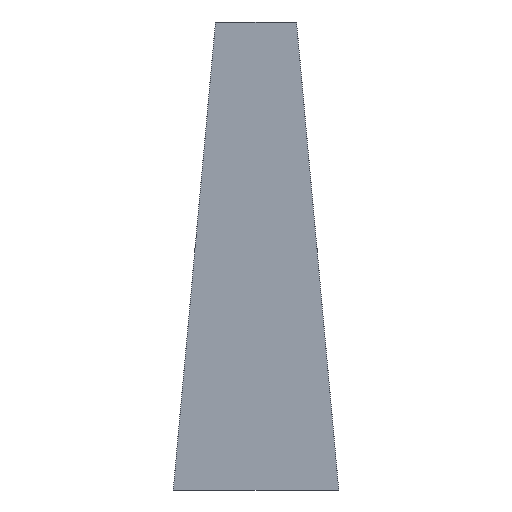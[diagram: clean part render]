
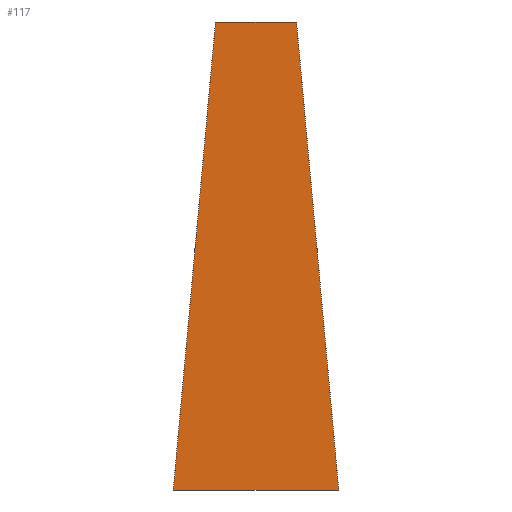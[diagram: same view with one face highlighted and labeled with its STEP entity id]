
A CAD part, front view. The second image highlights one B-rep face of the part: STEP entity #117.
In plain terms, the highlighted planar face has unit normal (0, -1, 0).
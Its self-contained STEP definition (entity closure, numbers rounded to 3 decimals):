
#2=DIRECTION('',(1.,0.,0.));
#3=VECTOR('',#2,22.5);
#4=CARTESIAN_POINT('',(0.,0.,260.));
#5=LINE('',#4,#3);
#6=DIRECTION('',(0.09,0.,-0.996));
#7=VECTOR('',#6,261.06);
#8=CARTESIAN_POINT('',(22.5,0.,260.));
#9=LINE('',#8,#7);
#10=DIRECTION('',(-1.,0.,0.));
#11=VECTOR('',#10,46.);
#12=CARTESIAN_POINT('',(46.,0.,0.));
#13=LINE('',#12,#11);
#14=DIRECTION('',(-1.,0.,0.));
#15=VECTOR('',#14,46.);
#16=CARTESIAN_POINT('',(0.,0.,0.));
#17=LINE('',#16,#15);
#18=DIRECTION('',(0.09,0.,0.996));
#19=VECTOR('',#18,261.06);
#20=CARTESIAN_POINT('',(-46.,0.,0.));
#21=LINE('',#20,#19);
#22=DIRECTION('',(1.,0.,0.));
#23=VECTOR('',#22,22.5);
#24=CARTESIAN_POINT('',(-22.5,0.,260.));
#25=LINE('',#24,#23);
#74=CARTESIAN_POINT('',(0.,0.,260.));
#75=CARTESIAN_POINT('',(22.5,0.,260.));
#76=VERTEX_POINT('',#74);
#77=VERTEX_POINT('',#75);
#78=CARTESIAN_POINT('',(46.,0.,0.));
#79=VERTEX_POINT('',#78);
#80=CARTESIAN_POINT('',(0.,0.,0.));
#81=VERTEX_POINT('',#80);
#82=CARTESIAN_POINT('',(-46.,0.,0.));
#83=VERTEX_POINT('',#82);
#84=CARTESIAN_POINT('',(-22.5,0.,260.));
#85=VERTEX_POINT('',#84);
#98=CARTESIAN_POINT('',(0.,0.,0.));
#99=DIRECTION('',(0.,1.,0.));
#100=DIRECTION('',(1.,0.,0.));
#101=AXIS2_PLACEMENT_3D('',#98,#99,#100);
#102=PLANE('',#101);
#104=ORIENTED_EDGE('',*,*,#103,.T.);
#106=ORIENTED_EDGE('',*,*,#105,.T.);
#108=ORIENTED_EDGE('',*,*,#107,.T.);
#110=ORIENTED_EDGE('',*,*,#109,.T.);
#112=ORIENTED_EDGE('',*,*,#111,.T.);
#114=ORIENTED_EDGE('',*,*,#113,.T.);
#115=EDGE_LOOP('',(#104,#106,#108,#110,#112,#114));
#116=FACE_OUTER_BOUND('',#115,.F.);
#117=ADVANCED_FACE('',(#116),#102,.F.);
#103=EDGE_CURVE('',#76,#77,#5,.T.);
#105=EDGE_CURVE('',#77,#79,#9,.T.);
#107=EDGE_CURVE('',#79,#81,#13,.T.);
#109=EDGE_CURVE('',#81,#83,#17,.T.);
#111=EDGE_CURVE('',#83,#85,#21,.T.);
#113=EDGE_CURVE('',#85,#76,#25,.T.);
